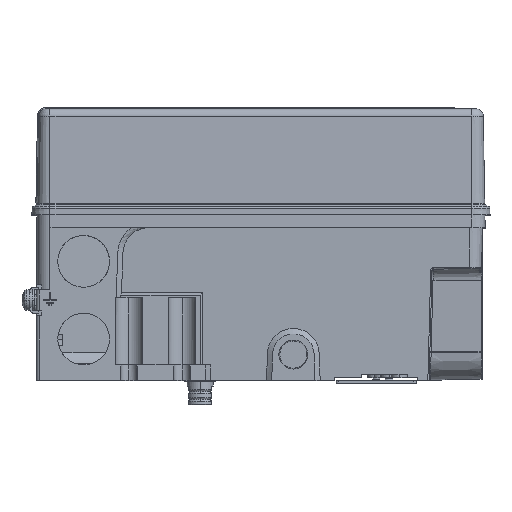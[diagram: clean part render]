
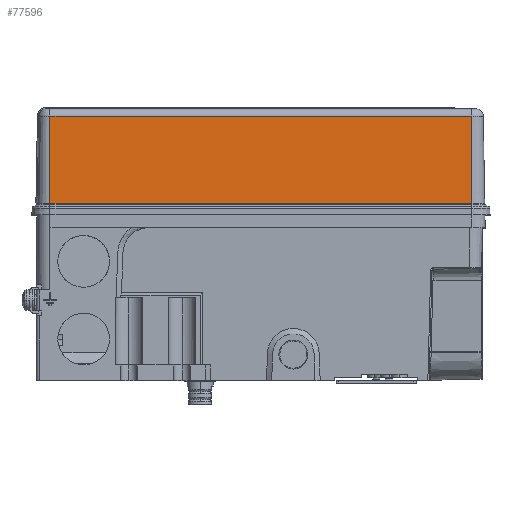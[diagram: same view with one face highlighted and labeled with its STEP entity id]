
A CAD part, top view. The second image highlights one B-rep face of the part: STEP entity #77596.
In plain terms, the highlighted planar face has unit normal (0, 0.018, 1).
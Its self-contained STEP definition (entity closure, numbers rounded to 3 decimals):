
#5502 = CARTESIAN_POINT ( 'NONE',  ( 105., 38.052, 52.353 ) ) ;
#5787 = CARTESIAN_POINT ( 'NONE',  ( 105., 1., 53. ) ) ;
#5861 = VECTOR ( 'NONE', #66438, 1000. ) ;
#5866 = CARTESIAN_POINT ( 'NONE',  ( -58., 1., 53. ) ) ;
#7298 = FACE_OUTER_BOUND ( 'NONE', #117924, .T. ) ;
#16009 = DIRECTION ( 'NONE',  ( 0., 0.017, 1. ) ) ;
#23716 = VERTEX_POINT ( 'NONE', #5502 ) ;
#30487 = DIRECTION ( 'NONE',  ( -1., 0., 0. ) ) ;
#33735 = EDGE_CURVE ( 'NONE', #44563, #115613, #104848, .T. ) ;
#37267 = EDGE_CURVE ( 'NONE', #23716, #115613, #116754, .T. ) ;
#37615 = AXIS2_PLACEMENT_3D ( 'NONE', #5866, #16009, #86824 ) ;
#38092 = CARTESIAN_POINT ( 'NONE',  ( -58., 38.052, 52.353 ) ) ;
#44563 = VERTEX_POINT ( 'NONE', #89261 ) ;
#45586 = DIRECTION ( 'NONE',  ( 0., -1., 0.017 ) ) ;
#46201 = PLANE ( 'NONE',  #37615 ) ;
#47809 = VECTOR ( 'NONE', #50921, 1000. ) ;
#50921 = DIRECTION ( 'NONE',  ( 1., 0., 0. ) ) ;
#66438 = DIRECTION ( 'NONE',  ( 0., -1., 0.017 ) ) ;
#69035 = ORIENTED_EDGE ( 'NONE', *, *, #73519, .T. ) ;
#73519 = EDGE_CURVE ( 'NONE', #23716, #122746, #120582, .T. ) ;
#77596 = ADVANCED_FACE ( 'NONE', ( #7298 ), #46201, .T. ) ;
#85743 = VECTOR ( 'NONE', #45586, 1000. ) ;
#85801 = CARTESIAN_POINT ( 'NONE',  ( -58., 1., 53. ) ) ;
#86824 = DIRECTION ( 'NONE',  ( 0., -1., 0.017 ) ) ;
#89261 = CARTESIAN_POINT ( 'NONE',  ( -58., 4.283, 52.943 ) ) ;
#91107 = CARTESIAN_POINT ( 'NONE',  ( -58., 38.052, 52.353 ) ) ;
#93628 = VECTOR ( 'NONE', #30487, 1000. ) ;
#94849 = ORIENTED_EDGE ( 'NONE', *, *, #33735, .T. ) ;
#96392 = ORIENTED_EDGE ( 'NONE', *, *, #106302, .T. ) ;
#100442 = CARTESIAN_POINT ( 'NONE',  ( 105., 4.283, 52.943 ) ) ;
#104848 = LINE ( 'NONE', #131017, #47809 ) ;
#106302 = EDGE_CURVE ( 'NONE', #122746, #44563, #106382, .T. ) ;
#106382 = LINE ( 'NONE', #85801, #85743 ) ;
#115613 = VERTEX_POINT ( 'NONE', #100442 ) ;
#116754 = LINE ( 'NONE', #5787, #5861 ) ;
#117924 = EDGE_LOOP ( 'NONE', ( #96392, #94849, #127855, #69035 ) ) ;
#120582 = LINE ( 'NONE', #91107, #93628 ) ;
#122746 = VERTEX_POINT ( 'NONE', #38092 ) ;
#127855 = ORIENTED_EDGE ( 'NONE', *, *, #37267, .F. ) ;
#131017 = CARTESIAN_POINT ( 'NONE',  ( -58., 4.283, 52.943 ) ) ;
